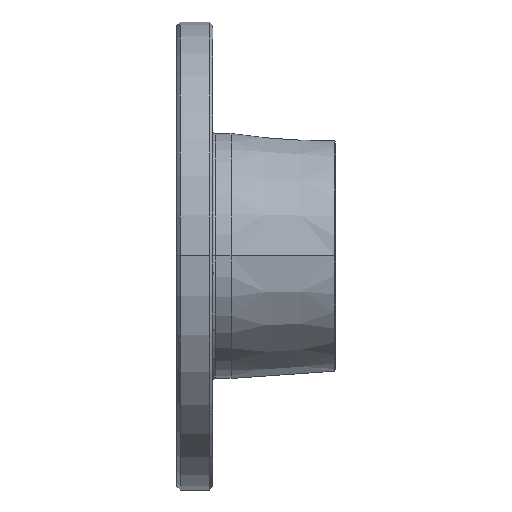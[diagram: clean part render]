
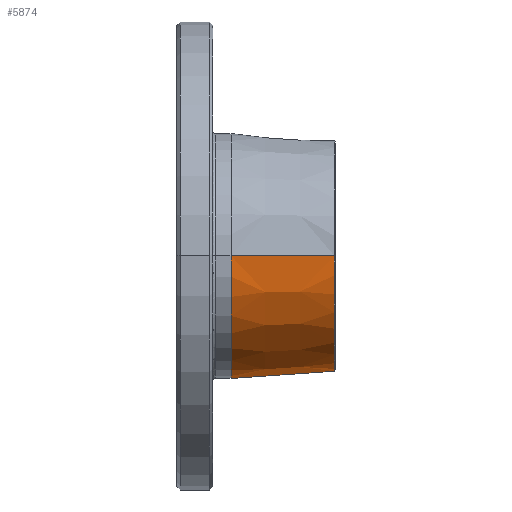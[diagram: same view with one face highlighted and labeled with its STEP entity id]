
A CAD part, top view. The second image highlights one B-rep face of the part: STEP entity #5874.
In plain terms, the highlighted conical face has half-angle 4 degrees and reference radius 27 mm.
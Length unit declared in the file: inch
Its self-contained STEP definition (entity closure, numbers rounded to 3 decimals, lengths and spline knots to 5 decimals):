
#65 = CARTESIAN_POINT ( 'NONE',  ( 0.47244, -1.06253, 0.0315 ) ) ;
#94 = ORIENTED_EDGE ( 'NONE', *, *, #6758, .T. ) ;
#296 = DIRECTION ( 'NONE',  ( 0., 0., 1. ) ) ;
#1186 = CARTESIAN_POINT ( 'NONE',  ( 1.36917, 0., 0. ) ) ;
#1200 = VERTEX_POINT ( 'NONE', #2362 ) ;
#1561 = DIRECTION ( 'NONE',  ( -1., 0., 0. ) ) ;
#1861 = DIRECTION ( 'NONE',  ( 0., 0., 1. ) ) ;
#2207 = CARTESIAN_POINT ( 'NONE',  ( 0.47244, 0., 0. ) ) ;
#2362 = CARTESIAN_POINT ( 'NONE',  ( 1.36917, -0.99979, 0.0315 ) ) ;
#2396 = ORIENTED_EDGE ( 'NONE', *, *, #6441, .F. ) ;
#2959 = CIRCLE ( 'NONE', #7344, 1.06299 ) ;
#3236 = CARTESIAN_POINT ( 'NONE',  ( 1.07026, -1.0207, 0.0315 ) ) ;
#3875 = CIRCLE ( 'NONE', #6399, 1.00029 ) ;
#3893 = ORIENTED_EDGE ( 'NONE', *, *, #6939, .F. ) ;
#4079 = CARTESIAN_POINT ( 'NONE',  ( 1.36917, 0., 1.00029 ) ) ;
#4092 = LINE ( 'NONE', #6984, #7283 ) ;
#4225 = DIRECTION ( 'NONE',  ( 0., 0., 1. ) ) ;
#4294 = DIRECTION ( 'NONE',  ( -1., 0., 0. ) ) ;
#4420 = FACE_OUTER_BOUND ( 'NONE', #4903, .T. ) ;
#4544 = ORIENTED_EDGE ( 'NONE', *, *, #6842, .T. ) ;
#4545 = B_SPLINE_CURVE_WITH_KNOTS ( 'NONE', 3,
 ( #7688, #3236, #8282, #4594 ),
 .UNSPECIFIED., .F., .F.,
 ( 4, 4 ),
 ( 0., 0.02283 ),
 .UNSPECIFIED. ) ;
#4594 = CARTESIAN_POINT ( 'NONE',  ( 0.47244, -1.06253, 0.0315 ) ) ;
#4903 = EDGE_LOOP ( 'NONE', ( #4544, #94, #2396, #3893 ) ) ;
#5675 = CARTESIAN_POINT ( 'NONE',  ( 0.47244, 0., 1.06299 ) ) ;
#5751 = VERTEX_POINT ( 'NONE', #65 ) ;
#5857 = DIRECTION ( 'NONE',  ( -1., 0., 0. ) ) ;
#5874 = ADVANCED_FACE ( 'NONE', ( #4420 ), #7377, .T. ) ;
#5885 = AXIS2_PLACEMENT_3D ( 'NONE', #2207, #1561, #4225 ) ;
#6399 = AXIS2_PLACEMENT_3D ( 'NONE', #1186, #5857, #1861 ) ;
#6441 = EDGE_CURVE ( 'NONE', #5751, #6557, #2959, .T. ) ;
#6557 = VERTEX_POINT ( 'NONE', #5675 ) ;
#6758 = EDGE_CURVE ( 'NONE', #7608, #6557, #4092, .T. ) ;
#6842 = EDGE_CURVE ( 'NONE', #1200, #7608, #3875, .T. ) ;
#6939 = EDGE_CURVE ( 'NONE', #1200, #5751, #4545, .T. ) ;
#6984 = CARTESIAN_POINT ( 'NONE',  ( 0.47244, 0., 1.06299 ) ) ;
#7283 = VECTOR ( 'NONE', #7579, 39.37008 ) ;
#7344 = AXIS2_PLACEMENT_3D ( 'NONE', #8032, #4294, #296 ) ;
#7377 = CONICAL_SURFACE ( 'NONE', #5885, 1.06299, 0.07 ) ;
#7579 = DIRECTION ( 'NONE',  ( -0.998, 0., 0.07 ) ) ;
#7608 = VERTEX_POINT ( 'NONE', #4079 ) ;
#7688 = CARTESIAN_POINT ( 'NONE',  ( 1.36917, -0.99979, 0.0315 ) ) ;
#8032 = CARTESIAN_POINT ( 'NONE',  ( 0.47244, 0., 0. ) ) ;
#8282 = CARTESIAN_POINT ( 'NONE',  ( 0.77135, -1.04161, 0.0315 ) ) ;
